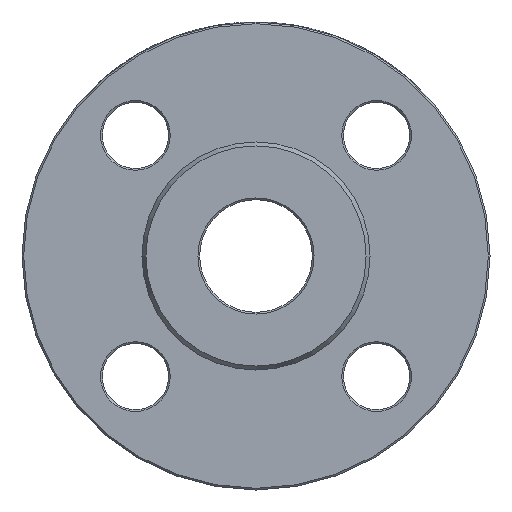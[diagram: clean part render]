
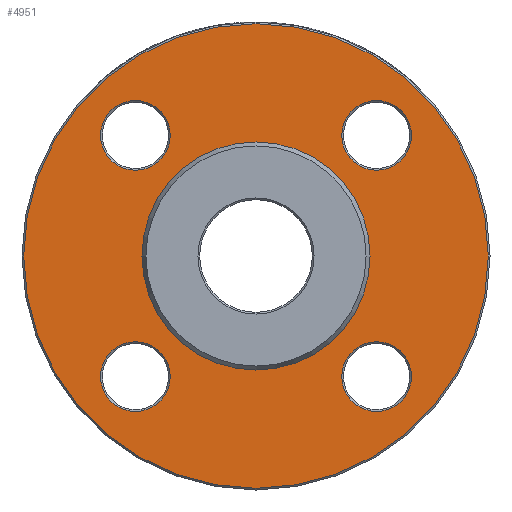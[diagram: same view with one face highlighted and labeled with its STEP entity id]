
A CAD part, left-side view. The second image highlights one B-rep face of the part: STEP entity #4951.
In plain terms, the highlighted planar face has unit normal (-1, 0, 0).
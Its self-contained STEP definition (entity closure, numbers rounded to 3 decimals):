
#88 = DIRECTION ( 'NONE',  ( 1., 0., 0. ) ) ;
#173 = AXIS2_PLACEMENT_3D ( 'NONE', #4662, #88, #3355 ) ;
#174 = FACE_BOUND ( 'NONE', #2738, .T. ) ;
#179 = CIRCLE ( 'NONE', #1871, 10.05 ) ;
#282 = AXIS2_PLACEMENT_3D ( 'NONE', #4695, #570, #1484 ) ;
#335 = EDGE_CURVE ( 'NONE', #4878, #4878, #4046, .T. ) ;
#427 = EDGE_LOOP ( 'NONE', ( #2413 ) ) ;
#505 = EDGE_CURVE ( 'NONE', #865, #865, #2267, .T. ) ;
#570 = DIRECTION ( 'NONE',  ( -1., 0., 0. ) ) ;
#651 = DIRECTION ( 'NONE',  ( 1., 0., 0. ) ) ;
#844 = EDGE_LOOP ( 'NONE', ( #4339 ) ) ;
#865 = VERTEX_POINT ( 'NONE', #5232 ) ;
#868 = ORIENTED_EDGE ( 'NONE', *, *, #505, .T. ) ;
#875 = EDGE_CURVE ( 'NONE', #1213, #1213, #1532, .T. ) ;
#891 = VERTEX_POINT ( 'NONE', #2275 ) ;
#936 = AXIS2_PLACEMENT_3D ( 'NONE', #3822, #5584, #2450 ) ;
#1111 = EDGE_LOOP ( 'NONE', ( #1146 ) ) ;
#1146 = ORIENTED_EDGE ( 'NONE', *, *, #1416, .T. ) ;
#1213 = VERTEX_POINT ( 'NONE', #3030 ) ;
#1397 = CIRCLE ( 'NONE', #173, 10.05 ) ;
#1416 = EDGE_CURVE ( 'NONE', #891, #891, #2835, .T. ) ;
#1435 = DIRECTION ( 'NONE',  ( 1., 0., 0. ) ) ;
#1484 = DIRECTION ( 'NONE',  ( 0., 0., 1. ) ) ;
#1486 = EDGE_CURVE ( 'NONE', #4991, #4991, #179, .T. ) ;
#1532 = CIRCLE ( 'NONE', #2673, 10.05 ) ;
#1620 = CARTESIAN_POINT ( 'NONE',  ( 2., 0., 32.905 ) ) ;
#1871 = AXIS2_PLACEMENT_3D ( 'NONE', #3282, #1435, #4078 ) ;
#1949 = ORIENTED_EDGE ( 'NONE', *, *, #875, .T. ) ;
#1970 = AXIS2_PLACEMENT_3D ( 'NONE', #2363, #651, #2004 ) ;
#2004 = DIRECTION ( 'NONE',  ( 0., 0., -1. ) ) ;
#2267 = CIRCLE ( 'NONE', #2468, 67. ) ;
#2274 = DIRECTION ( 'NONE',  ( 1., 0., 0. ) ) ;
#2275 = CARTESIAN_POINT ( 'NONE',  ( 2., 34.79, -44.84 ) ) ;
#2363 = CARTESIAN_POINT ( 'NONE',  ( 2., 32.905, 0. ) ) ;
#2413 = ORIENTED_EDGE ( 'NONE', *, *, #2912, .T. ) ;
#2450 = DIRECTION ( 'NONE',  ( 0., 0., -1. ) ) ;
#2468 = AXIS2_PLACEMENT_3D ( 'NONE', #5177, #3061, #3952 ) ;
#2673 = AXIS2_PLACEMENT_3D ( 'NONE', #4960, #2274, #3578 ) ;
#2701 = CARTESIAN_POINT ( 'NONE',  ( 2., 44.84, 34.79 ) ) ;
#2738 = EDGE_LOOP ( 'NONE', ( #4510 ) ) ;
#2835 = CIRCLE ( 'NONE', #936, 10.05 ) ;
#2912 = EDGE_CURVE ( 'NONE', #3692, #3692, #1397, .T. ) ;
#3030 = CARTESIAN_POINT ( 'NONE',  ( 2., -44.84, -34.79 ) ) ;
#3061 = DIRECTION ( 'NONE',  ( -1., 0., 0. ) ) ;
#3106 = EDGE_LOOP ( 'NONE', ( #868 ) ) ;
#3282 = CARTESIAN_POINT ( 'NONE',  ( 2., 34.79, 34.79 ) ) ;
#3355 = DIRECTION ( 'NONE',  ( 0., 0., 1. ) ) ;
#3578 = DIRECTION ( 'NONE',  ( 0., -1., 0. ) ) ;
#3692 = VERTEX_POINT ( 'NONE', #4521 ) ;
#3745 = FACE_BOUND ( 'NONE', #427, .T. ) ;
#3822 = CARTESIAN_POINT ( 'NONE',  ( 2., 34.79, -34.79 ) ) ;
#3952 = DIRECTION ( 'NONE',  ( 0., 0., -1. ) ) ;
#4046 = CIRCLE ( 'NONE', #282, 32.905 ) ;
#4078 = DIRECTION ( 'NONE',  ( 0., 1., 0. ) ) ;
#4235 = PLANE ( 'NONE',  #1970 ) ;
#4264 = FACE_BOUND ( 'NONE', #5105, .T. ) ;
#4339 = ORIENTED_EDGE ( 'NONE', *, *, #335, .F. ) ;
#4510 = ORIENTED_EDGE ( 'NONE', *, *, #1486, .T. ) ;
#4521 = CARTESIAN_POINT ( 'NONE',  ( 2., -34.79, 44.84 ) ) ;
#4660 = FACE_BOUND ( 'NONE', #844, .T. ) ;
#4662 = CARTESIAN_POINT ( 'NONE',  ( 2., -34.79, 34.79 ) ) ;
#4689 = FACE_BOUND ( 'NONE', #1111, .T. ) ;
#4695 = CARTESIAN_POINT ( 'NONE',  ( 2., 0., 0. ) ) ;
#4878 = VERTEX_POINT ( 'NONE', #1620 ) ;
#4951 = ADVANCED_FACE ( 'NONE', ( #4264, #3745, #174, #4689, #5050, #4660 ), #4235, .F. ) ;
#4960 = CARTESIAN_POINT ( 'NONE',  ( 2., -34.79, -34.79 ) ) ;
#4991 = VERTEX_POINT ( 'NONE', #2701 ) ;
#5050 = FACE_OUTER_BOUND ( 'NONE', #3106, .T. ) ;
#5105 = EDGE_LOOP ( 'NONE', ( #1949 ) ) ;
#5177 = CARTESIAN_POINT ( 'NONE',  ( 2., 0., 0. ) ) ;
#5232 = CARTESIAN_POINT ( 'NONE',  ( 2., 0., -67. ) ) ;
#5584 = DIRECTION ( 'NONE',  ( 1., 0., 0. ) ) ;
